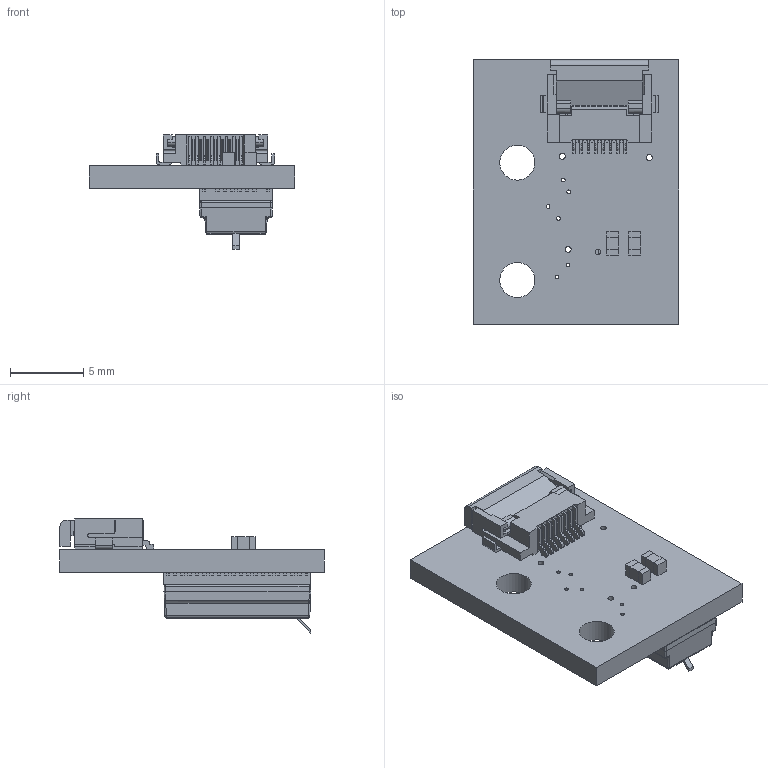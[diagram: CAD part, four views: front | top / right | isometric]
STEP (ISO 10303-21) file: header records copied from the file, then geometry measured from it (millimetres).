
FILE_DESCRIPTION(/* description */ (''),/* implementation_level */ '2;1');
FILE_NAME(/* name */ 'vis-analog-out-with-45-aoa.step',/* time_stamp */ '2021-03-12T13:53:21-05:00',/* author */ (''),/* organization */ (''),/* preprocessor_version */ 'ST-DEVELOPER v18.1',/* originating_system */ 'Autodesk Translation Framework v9.10.0.1330',/* authorisation */ '');
FILE_SCHEMA (('AUTOMOTIVE_DESIGN { 1 0 10303 214 3 1 1 }'));
Products named in the file (8): 45-aoa_vis-analog-out; PCB Component; Board; 0.1uF; 0.01uF; FH12-8S-0.5SH(55); FH12-8S-0; CUVV-45-1-1-1-SMT
Assembly tree (7 placements, depth 4):
  45-aoa_vis-analog-out
    PCB Component
      Board
      0.1uF
      0.01uF
      FH12-8S-0.5SH(55)
        FH12-8S-0
      CUVV-45-1-1-1-SMT
Bounding box: 14 x 18 x 7.77 mm (x, y, z)
Volume: 529.2 mm3; surface area: 1382.1 mm2
Topology: 55 solids, 55 shells, 1939 faces, 5525 edges, 3576 vertices
Faces by surface type: plane 1757, cylinder 130, bspline 48, sphere 4
Full cylindrical faces by diameter (mm): 0.254 x6, 0.406 x4, 2.388 x2
Entity records: 63923 total; most frequent: CARTESIAN_POINT 12907, ORIENTED_EDGE 11018, DIRECTION 9540, EDGE_CURVE 5509, LINE 5156, VECTOR 5156, VERTEX_POINT 3576, AXIS2_PLACEMENT_3D 2192
